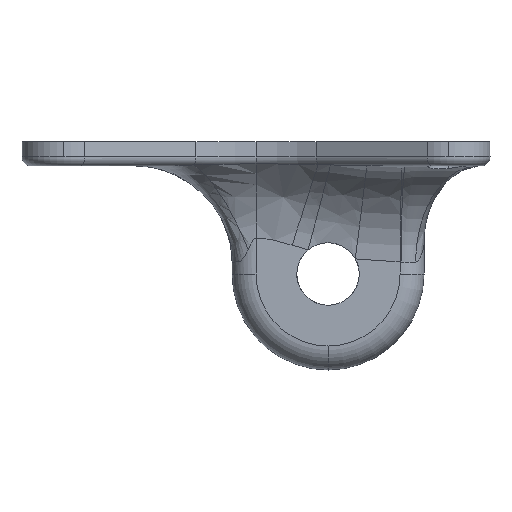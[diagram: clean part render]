
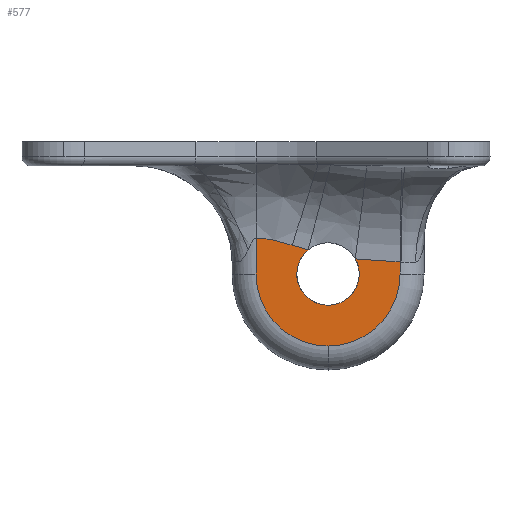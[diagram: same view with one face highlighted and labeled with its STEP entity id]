
A CAD part, left-side view. The second image highlights one B-rep face of the part: STEP entity #577.
In plain terms, the highlighted planar face has unit normal (-1, 0, 0).
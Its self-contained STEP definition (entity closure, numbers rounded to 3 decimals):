
#37 = CARTESIAN_POINT ( 'NONE',  ( -9.15, -3.003, -6.602 ) ) ;
#44 = CARTESIAN_POINT ( 'NONE',  ( -9.15, 0., -6.015 ) ) ;
#108 = CARTESIAN_POINT ( 'NONE',  ( -9.15, -4.346, -6.994 ) ) ;
#129 = CARTESIAN_POINT ( 'NONE',  ( -9.15, -3.003, -6.602 ) ) ;
#147 = CARTESIAN_POINT ( 'NONE',  ( -9.15, -6., -9. ) ) ;
#177 = CARTESIAN_POINT ( 'NONE',  ( -9.15, -3.439, -6.743 ) ) ;
#181 = VECTOR ( 'NONE', #3011, 1000. ) ;
#441 = DIRECTION ( 'NONE',  ( 0., 0., 1. ) ) ;
#459 = CARTESIAN_POINT ( 'NONE',  ( -9.15, -0.52, -6.015 ) ) ;
#461 = ORIENTED_EDGE ( 'NONE', *, *, #2743, .F. ) ;
#505 = CARTESIAN_POINT ( 'NONE',  ( -9.15, -3.003, -6.602 ) ) ;
#536 = VERTEX_POINT ( 'NONE', #44 ) ;
#577 = ADVANCED_FACE ( 'NONE', ( #3242 ), #4172, .F. ) ;
#670 = AXIS2_PLACEMENT_3D ( 'NONE', #1876, #5744, #3812 ) ;
#781 = AXIS2_PLACEMENT_3D ( 'NONE', #3663, #4571, #1709 ) ;
#798 = CARTESIAN_POINT ( 'NONE',  ( -9.15, -8.276, -7.742 ) ) ;
#873 = AXIS2_PLACEMENT_3D ( 'NONE', #1165, #5501, #4056 ) ;
#1061 = CARTESIAN_POINT ( 'NONE',  ( -9.15, 0., -17. ) ) ;
#1132 = ORIENTED_EDGE ( 'NONE', *, *, #2265, .T. ) ;
#1165 = CARTESIAN_POINT ( 'NONE',  ( -9.15, -6., -9. ) ) ;
#1240 = ORIENTED_EDGE ( 'NONE', *, *, #4823, .T. ) ;
#1260 = CARTESIAN_POINT ( 'NONE',  ( -9.15, -12., -9. ) ) ;
#1312 = CIRCLE ( 'NONE', #1988, 2.6 ) ;
#1457 = CARTESIAN_POINT ( 'NONE',  ( -9.15, -1.026, -6.081 ) ) ;
#1571 = ORIENTED_EDGE ( 'NONE', *, *, #1901, .T. ) ;
#1584 = ORIENTED_EDGE ( 'NONE', *, *, #1938, .F. ) ;
#1612 = ORIENTED_EDGE ( 'NONE', *, *, #3494, .T. ) ;
#1664 = VERTEX_POINT ( 'NONE', #37 ) ;
#1709 = DIRECTION ( 'NONE',  ( 0., 0., -1. ) ) ;
#1846 = CARTESIAN_POINT ( 'NONE',  ( -9.15, 0., -9. ) ) ;
#1876 = CARTESIAN_POINT ( 'NONE',  ( -9.15, -6., -9. ) ) ;
#1901 = EDGE_CURVE ( 'NONE', #2521, #1664, #2830, .T. ) ;
#1938 = EDGE_CURVE ( 'NONE', #2521, #6098, #2530, .T. ) ;
#1975 = VERTEX_POINT ( 'NONE', #1846 ) ;
#1983 = CARTESIAN_POINT ( 'NONE',  ( -9.15, -2.514, -6.444 ) ) ;
#1988 = AXIS2_PLACEMENT_3D ( 'NONE', #4023, #4463, #2066 ) ;
#2066 = DIRECTION ( 'NONE',  ( 0., 0., 1. ) ) ;
#2139 = CIRCLE ( 'NONE', #5362, 6. ) ;
#2211 = EDGE_LOOP ( 'NONE', ( #1132, #3748, #461, #1584, #1571, #1612, #4064, #3269, #1240 ) ) ;
#2265 = EDGE_CURVE ( 'NONE', #5407, #4950, #5597, .T. ) ;
#2474 = CARTESIAN_POINT ( 'NONE',  ( -9.15, -6., -15. ) ) ;
#2521 = VERTEX_POINT ( 'NONE', #3843 ) ;
#2530 = CIRCLE ( 'NONE', #873, 2.6 ) ;
#2732 = LINE ( 'NONE', #1061, #181 ) ;
#2743 = EDGE_CURVE ( 'NONE', #6098, #6330, #1312, .T. ) ;
#2749 = CARTESIAN_POINT ( 'NONE',  ( -9.15, -12., -7.997 ) ) ;
#2830 =( BOUNDED_CURVE ( )  B_SPLINE_CURVE ( 3, ( #108, #4520, #177, #129 ),
 .UNSPECIFIED., .F., .F. ) 
 B_SPLINE_CURVE_WITH_KNOTS ( ( 4, 4 ),
 ( 2.055, 2.144 ),
 .UNSPECIFIED. ) 
 CURVE ( )  GEOMETRIC_REPRESENTATION_ITEM ( )  RATIONAL_B_SPLINE_CURVE ( ( 1., 0.999, 0.999, 1. ) ) 
 REPRESENTATION_ITEM ( '' )  );
#3011 = DIRECTION ( 'NONE',  ( 0., 0., -1. ) ) ;
#3122 = DIRECTION ( 'NONE',  ( 0., 0., -1. ) ) ;
#3242 = FACE_OUTER_BOUND ( 'NONE', #2211, .T. ) ;
#3269 = ORIENTED_EDGE ( 'NONE', *, *, #6403, .T. ) ;
#3410 = CARTESIAN_POINT ( 'NONE',  ( -9.15, -12., -17. ) ) ;
#3478 = CARTESIAN_POINT ( 'NONE',  ( -9.15, 0., -6.015 ) ) ;
#3494 = EDGE_CURVE ( 'NONE', #1664, #536, #4481, .T. ) ;
#3663 = CARTESIAN_POINT ( 'NONE',  ( -9.15, 2., -17. ) ) ;
#3748 = ORIENTED_EDGE ( 'NONE', *, *, #5919, .T. ) ;
#3812 = DIRECTION ( 'NONE',  ( 0., 0., -1. ) ) ;
#3843 = CARTESIAN_POINT ( 'NONE',  ( -9.15, -4.346, -6.994 ) ) ;
#3896 = CARTESIAN_POINT ( 'NONE',  ( -9.15, -8.276, -7.742 ) ) ;
#4023 = CARTESIAN_POINT ( 'NONE',  ( -9.15, -6., -9. ) ) ;
#4056 = DIRECTION ( 'NONE',  ( 0., 0., 1. ) ) ;
#4064 = ORIENTED_EDGE ( 'NONE', *, *, #4788, .T. ) ;
#4172 = PLANE ( 'NONE',  #781 ) ;
#4303 = VECTOR ( 'NONE', #441, 1000. ) ;
#4424 = CIRCLE ( 'NONE', #670, 6. ) ;
#4463 = DIRECTION ( 'NONE',  ( -1., 0., 0. ) ) ;
#4481 = B_SPLINE_CURVE_WITH_KNOTS ( 'NONE', 3,
 ( #505, #1983, #5910, #1457, #459, #3478 ),
 .UNSPECIFIED., .F., .F.,
 ( 4, 2, 4 ),
 ( 0., 0.002, 0.003 ),
 .UNSPECIFIED. ) ;
#4520 = CARTESIAN_POINT ( 'NONE',  ( -9.15, -3.887, -6.873 ) ) ;
#4571 = DIRECTION ( 'NONE',  ( 1., 0., 0. ) ) ;
#4674 =( BOUNDED_CURVE ( )  B_SPLINE_CURVE ( 3, ( #5736, #5333, #5829, #3896 ),
 .UNSPECIFIED., .F., .F. ) 
 B_SPLINE_CURVE_WITH_KNOTS ( ( 4, 4 ),
 ( 1.599, 1.814 ),
 .UNSPECIFIED. ) 
 CURVE ( )  GEOMETRIC_REPRESENTATION_ITEM ( )  RATIONAL_B_SPLINE_CURVE ( ( 1., 0.996, 0.996, 1. ) ) 
 REPRESENTATION_ITEM ( '' )  );
#4788 = EDGE_CURVE ( 'NONE', #536, #1975, #2732, .T. ) ;
#4823 = EDGE_CURVE ( 'NONE', #5085, #5407, #2139, .T. ) ;
#4950 = VERTEX_POINT ( 'NONE', #2749 ) ;
#5085 = VERTEX_POINT ( 'NONE', #2474 ) ;
#5333 = CARTESIAN_POINT ( 'NONE',  ( -9.15, -10.743, -7.979 ) ) ;
#5362 = AXIS2_PLACEMENT_3D ( 'NONE', #147, #6084, #3122 ) ;
#5407 = VERTEX_POINT ( 'NONE', #1260 ) ;
#5501 = DIRECTION ( 'NONE',  ( -1., 0., 0. ) ) ;
#5597 = LINE ( 'NONE', #3410, #4303 ) ;
#5736 = CARTESIAN_POINT ( 'NONE',  ( -9.15, -12., -7.997 ) ) ;
#5744 = DIRECTION ( 'NONE',  ( -1., 0., 0. ) ) ;
#5829 = CARTESIAN_POINT ( 'NONE',  ( -9.15, -9.496, -7.894 ) ) ;
#5910 = CARTESIAN_POINT ( 'NONE',  ( -9.15, -2.023, -6.297 ) ) ;
#5917 = CARTESIAN_POINT ( 'NONE',  ( -9.15, -6., -11.6 ) ) ;
#5919 = EDGE_CURVE ( 'NONE', #4950, #6330, #4674, .T. ) ;
#6084 = DIRECTION ( 'NONE',  ( -1., 0., 0. ) ) ;
#6098 = VERTEX_POINT ( 'NONE', #5917 ) ;
#6330 = VERTEX_POINT ( 'NONE', #798 ) ;
#6403 = EDGE_CURVE ( 'NONE', #1975, #5085, #4424, .T. ) ;
